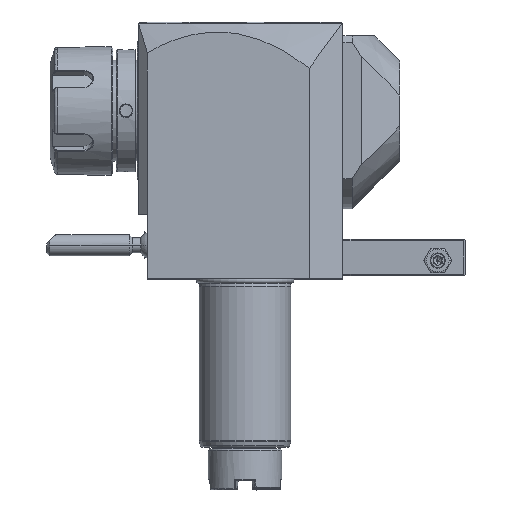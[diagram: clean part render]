
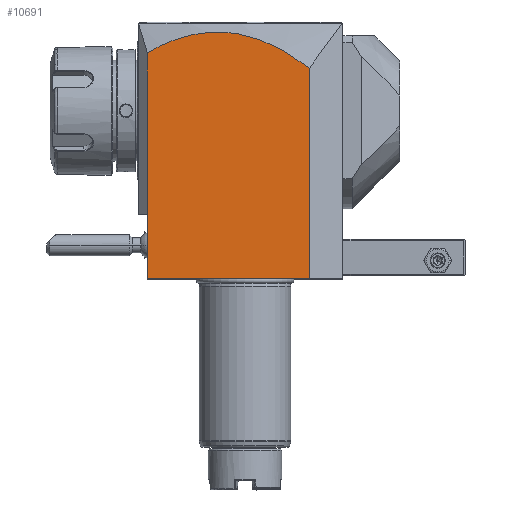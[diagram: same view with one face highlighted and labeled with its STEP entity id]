
A CAD part, top view. The second image highlights one B-rep face of the part: STEP entity #10691.
In plain terms, the highlighted planar face has unit normal (0, 0, 1).
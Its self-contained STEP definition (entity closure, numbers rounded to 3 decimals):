
#13=DIRECTION('',(-1.,0.,0.));
#14=VECTOR('',#13,53.);
#15=CARTESIAN_POINT('',(21.,0.,32.));
#16=LINE('',#15,#14);
#164=DIRECTION('',(0.,-1.,0.));
#165=VECTOR('',#164,21.);
#166=CARTESIAN_POINT('',(-32.,21.,32.));
#167=LINE('',#166,#165);
#168=DIRECTION('',(0.,-1.,0.));
#169=VECTOR('',#168,52.883);
#170=CARTESIAN_POINT('',(-32.,73.883,32.));
#171=LINE('',#170,#169);
#172=CARTESIAN_POINT('',(21.,68.907,32.));
#173=CARTESIAN_POINT('',(16.774,72.25,32.));
#174=CARTESIAN_POINT('',(8.233,77.551,32.));
#175=CARTESIAN_POINT('',(-2.677,80.613,32.));
#176=CARTESIAN_POINT('',(-11.551,80.816,32.));
#177=CARTESIAN_POINT('',(-18.282,79.806,32.));
#178=CARTESIAN_POINT('',(-25.093,77.588,32.));
#179=CARTESIAN_POINT('',(-29.688,75.266,32.));
#180=CARTESIAN_POINT('',(-32.,73.883,32.));
#182=DIRECTION('',(0.,1.,0.));
#183=VECTOR('',#182,68.907);
#184=CARTESIAN_POINT('',(21.,0.,32.));
#185=LINE('',#184,#183);
#9915=VERTEX_POINT('',#172);
#9916=VERTEX_POINT('',#180);
#10255=CARTESIAN_POINT('',(21.,0.,32.));
#10256=VERTEX_POINT('',#10255);
#10257=CARTESIAN_POINT('',(-32.,0.,32.));
#10258=VERTEX_POINT('',#10257);
#10427=CARTESIAN_POINT('',(-32.,21.,32.));
#10428=VERTEX_POINT('',#10427);
#10677=CARTESIAN_POINT('',(-35.103,21.,32.));
#10678=DIRECTION('',(0.,0.,1.));
#10679=DIRECTION('',(1.,0.,0.));
#10680=AXIS2_PLACEMENT_3D('',#10677,#10678,#10679);
#10681=PLANE('',#10680);
#10683=ORIENTED_EDGE('',*,*,#10682,.F.);
#10684=ORIENTED_EDGE('',*,*,#10452,.T.);
#10685=ORIENTED_EDGE('',*,*,#10662,.F.);
#10686=ORIENTED_EDGE('',*,*,#10638,.F.);
#10688=ORIENTED_EDGE('',*,*,#10687,.F.);
#10689=EDGE_LOOP('',(#10683,#10684,#10685,#10686,#10688));
#10690=FACE_OUTER_BOUND('',#10689,.F.);
#181=B_SPLINE_CURVE_WITH_KNOTS('',3,(#172,#173,#174,#175,#176,#177,#178,#179,
#180),.UNSPECIFIED.,.F.,.F.,(4,1,1,1,1,1,4),(0.,0.25,0.5,0.625,0.75,
0.875,1.),.UNSPECIFIED.);
#10452=EDGE_CURVE('',#10256,#10258,#16,.T.);
#10638=EDGE_CURVE('',#9916,#10428,#171,.T.);
#10662=EDGE_CURVE('',#10428,#10258,#167,.T.);
#10682=EDGE_CURVE('',#10256,#9915,#185,.T.);
#10687=EDGE_CURVE('',#9915,#9916,#181,.T.);
#10691=ADVANCED_FACE('',(#10690),#10681,.T.);
